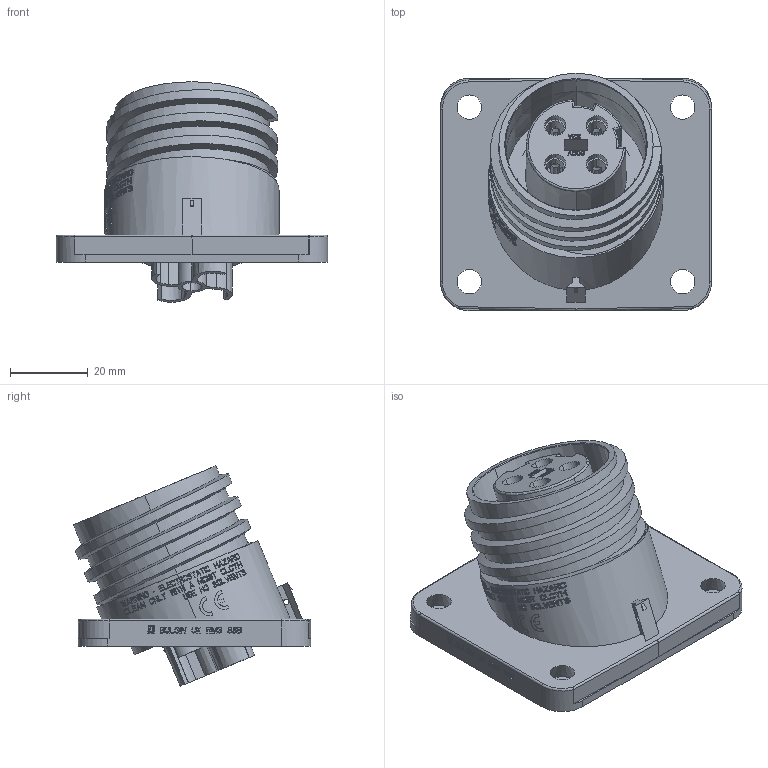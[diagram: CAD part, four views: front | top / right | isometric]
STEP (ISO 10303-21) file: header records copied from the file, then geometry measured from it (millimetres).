
FILE_DESCRIPTION(('STEP AP242'),'1');
FILE_NAME('px0941-04-s.stp','2023-05-10T10:01:13',('TraceParts'),('TraceParts S.A.'),'Spatial InterOp 3D',' ',' ');
FILE_SCHEMA(('AP242_MANAGED_MODEL_BASED_3D_ENGINEERING_MIM_LF {1 0 10303 442 1 1 4}'));
Length unit declared in the file: millimetre
Products named in the file (1): px0941-04-s
Bounding box: 70 x 61.21 x 56.87 mm (x, y, z)
Volume: 56309 mm3; surface area: 31553.1 mm2
Topology: 1 solids, 2 shells, 3392 faces, 9489 edges, 6290 vertices
Faces by surface type: plane 3037, cylinder 231, cone 92, sphere 13, bspline 10, torus 9
Entity records: 115577 total; most frequent: CARTESIAN_POINT 30513, ORIENTED_EDGE 18930, DIRECTION 15671, EDGE_CURVE 9465, LINE 6749, VECTOR 6749, VERTEX_POINT 6290, AXIS2_PLACEMENT_3D 4461
